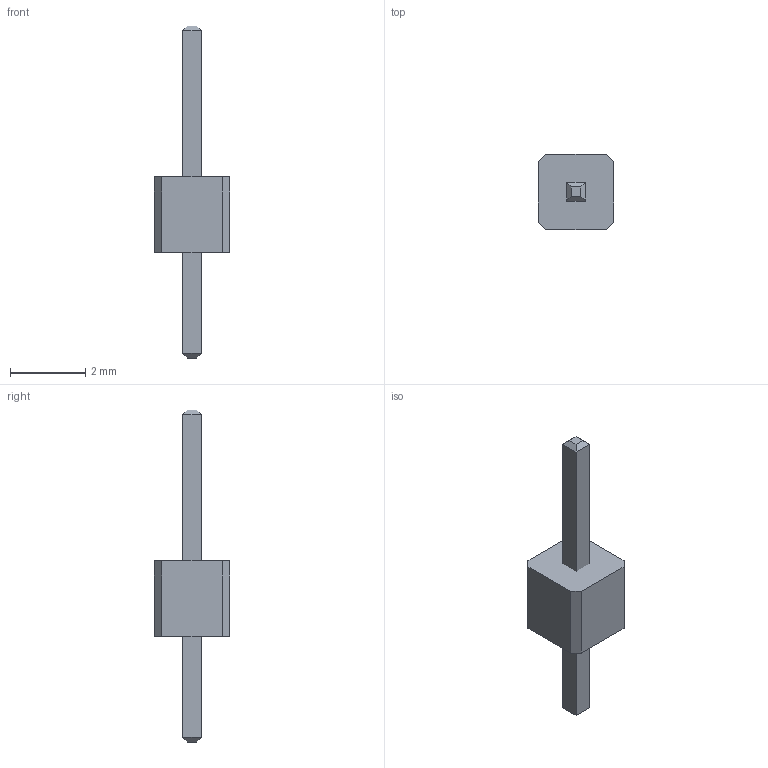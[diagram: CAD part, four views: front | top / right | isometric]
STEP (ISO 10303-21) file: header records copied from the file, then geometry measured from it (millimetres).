
FILE_DESCRIPTION(/* description */ ('model of PinHeader_1x01_P2.00mm_Vertical'),/* implementation_level */ '2;1');
FILE_NAME(/* name */ 'PinHeader_1x01_P2.00mm_Vertical.step',/* time_stamp */ '2018-01-24T13:05:22',/* author */ ('kicad StepUp','ksu'),/* organization */ ('FreeCAD'),/* preprocessor_version */ 'OCC',/* originating_system */ 'kicad StepUp',/* authorisation */ '');
FILE_SCHEMA(('AUTOMOTIVE_DESIGN { 1 0 10303 214 1 1 1 1 }'));
Length unit declared in the file: millimetre
Products named in the file (2): PinHeader_1x01_P200mm_Vertical; Shape0_0788671916236
Bounding box: 2 x 2 x 8.8 mm (x, y, z)
Volume: 10 mm3; surface area: 40.7 mm2
Topology: 2 solids, 2 shells, 24 faces, 52 edges, 32 vertices
Faces by surface type: plane 24
Entity records: 488 total; most frequent: ORIENTED_EDGE 82, CARTESIAN_POINT 60, EDGE_CURVE 52, LINE 52, VERTEX_POINT 32, DIRECTION 27, AXIS2_PLACEMENT_3D 25, ADVANCED_FACE 24
